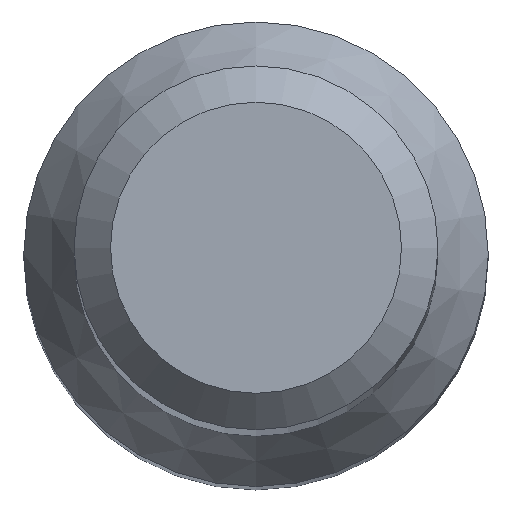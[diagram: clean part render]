
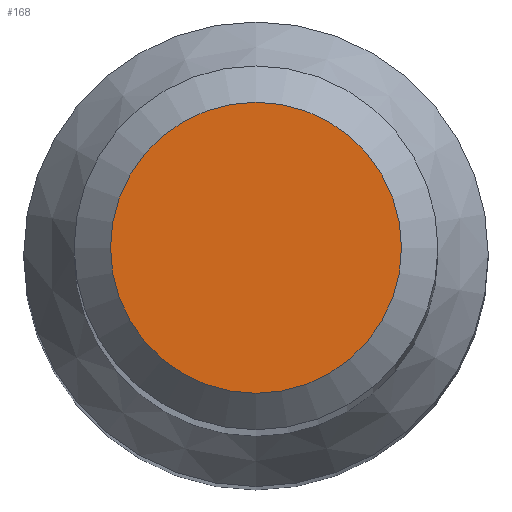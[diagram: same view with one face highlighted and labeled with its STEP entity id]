
A CAD part, top view. The second image highlights one B-rep face of the part: STEP entity #168.
In plain terms, the highlighted planar face has unit normal (0, 0, 1).
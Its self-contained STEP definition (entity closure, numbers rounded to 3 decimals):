
#4 = PLANE ( 'NONE',  #144 ) ;
#11 = CARTESIAN_POINT ( 'NONE',  ( 0., 0., 63. ) ) ;
#46 = VERTEX_POINT ( 'NONE', #49 ) ;
#49 = CARTESIAN_POINT ( 'NONE',  ( 0., 1.6, 63. ) ) ;
#58 = DIRECTION ( 'NONE',  ( 0., 1., 0. ) ) ;
#64 = DIRECTION ( 'NONE',  ( 0., 1., 0. ) ) ;
#132 = EDGE_LOOP ( 'NONE', ( #207 ) ) ;
#142 = DIRECTION ( 'NONE',  ( 0., 0., -1. ) ) ;
#144 = AXIS2_PLACEMENT_3D ( 'NONE', #231, #155, #58 ) ;
#145 = AXIS2_PLACEMENT_3D ( 'NONE', #11, #142, #64 ) ;
#155 = DIRECTION ( 'NONE',  ( 0., 0., -1. ) ) ;
#168 = ADVANCED_FACE ( 'NONE', ( #188 ), #4, .F. ) ;
#188 = FACE_OUTER_BOUND ( 'NONE', #132, .T. ) ;
#207 = ORIENTED_EDGE ( 'NONE', *, *, #240, .F. ) ;
#228 = CIRCLE ( 'NONE', #145, 1.6 ) ;
#231 = CARTESIAN_POINT ( 'NONE',  ( 0., 0., 63. ) ) ;
#240 = EDGE_CURVE ( 'NONE', #46, #46, #228, .T. ) ;
